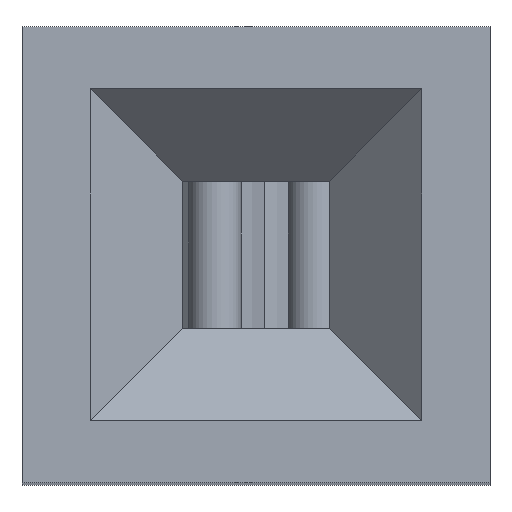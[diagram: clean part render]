
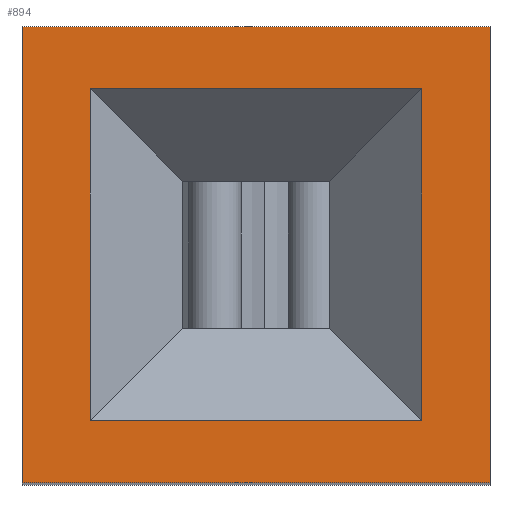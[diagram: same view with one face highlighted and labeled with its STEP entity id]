
A CAD part, top view. The second image highlights one B-rep face of the part: STEP entity #894.
In plain terms, the highlighted planar face has unit normal (0, 0, 1).
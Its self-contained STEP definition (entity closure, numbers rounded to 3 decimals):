
#16=FACE_BOUND('',#117,.T.);
#67=FACE_OUTER_BOUND('',#116,.T.);
#116=EDGE_LOOP('',(#729,#730,#731,#732));
#117=EDGE_LOOP('',(#733,#734,#735,#736));
#202=LINE('',#1365,#313);
#204=LINE('',#1370,#315);
#208=LINE('',#1377,#319);
#210=LINE('',#1380,#321);
#216=LINE('',#1394,#327);
#222=LINE('',#1406,#333);
#223=LINE('',#1408,#334);
#224=LINE('',#1409,#335);
#313=VECTOR('',#1121,1000.);
#315=VECTOR('',#1125,1000.);
#319=VECTOR('',#1131,1000.);
#321=VECTOR('',#1135,1000.);
#327=VECTOR('',#1151,1000.);
#333=VECTOR('',#1159,1000.);
#334=VECTOR('',#1162,10.);
#335=VECTOR('',#1163,10.);
#404=VERTEX_POINT('',#1358);
#407=VERTEX_POINT('',#1363);
#409=VERTEX_POINT('',#1368);
#410=VERTEX_POINT('',#1373);
#413=VERTEX_POINT('',#1391);
#414=VERTEX_POINT('',#1393);
#416=VERTEX_POINT('',#1399);
#419=VERTEX_POINT('',#1404);
#510=EDGE_CURVE('',#404,#407,#202,.T.);
#512=EDGE_CURVE('',#407,#409,#204,.T.);
#516=EDGE_CURVE('',#410,#404,#208,.T.);
#518=EDGE_CURVE('',#409,#410,#210,.T.);
#524=EDGE_CURVE('',#414,#413,#216,.T.);
#530=EDGE_CURVE('',#419,#416,#222,.T.);
#531=EDGE_CURVE('',#413,#416,#223,.T.);
#532=EDGE_CURVE('',#419,#414,#224,.T.);
#729=ORIENTED_EDGE('',*,*,#531,.T.);
#730=ORIENTED_EDGE('',*,*,#530,.F.);
#731=ORIENTED_EDGE('',*,*,#532,.T.);
#732=ORIENTED_EDGE('',*,*,#524,.T.);
#733=ORIENTED_EDGE('',*,*,#516,.T.);
#734=ORIENTED_EDGE('',*,*,#510,.T.);
#735=ORIENTED_EDGE('',*,*,#512,.T.);
#736=ORIENTED_EDGE('',*,*,#518,.T.);
#820=PLANE('',#963);
#894=ADVANCED_FACE('',(#67,#16),#820,.F.);
#963=AXIS2_PLACEMENT_3D('',#1407,#1160,#1161);
#1121=DIRECTION('',(1.,0.,0.));
#1125=DIRECTION('',(0.,-1.,0.));
#1131=DIRECTION('',(0.,1.,0.));
#1135=DIRECTION('',(-1.,0.,0.));
#1151=DIRECTION('',(-1.,0.,0.));
#1159=DIRECTION('',(-1.,0.,0.));
#1160=DIRECTION('center_axis',(0.,0.,
-1.));
#1161=DIRECTION('ref_axis',(1.,0.,0.));
#1162=DIRECTION('',(0.,-1.,0.));
#1163=DIRECTION('',(0.,1.,0.));
#1358=CARTESIAN_POINT('',(-0.946,0.9,8.575));
#1363=CARTESIAN_POINT('',(0.854,0.9,8.575));
#1365=CARTESIAN_POINT('',(0.354,0.9,8.575));
#1368=CARTESIAN_POINT('',(0.854,-0.9,8.575));
#1370=CARTESIAN_POINT('',(0.854,-0.4,8.575));
#1373=CARTESIAN_POINT('',(-0.946,-0.9,8.575));
#1377=CARTESIAN_POINT('',(-0.946,-1.238,8.575));
#1380=CARTESIAN_POINT('',(1.23,-0.9,8.575));
#1391=CARTESIAN_POINT('',(-1.317,1.238,8.575));
#1393=CARTESIAN_POINT('',(1.223,1.238,8.575));
#1394=CARTESIAN_POINT('',(1.23,1.238,8.575));
#1399=CARTESIAN_POINT('',(-1.317,-1.238,8.575));
#1404=CARTESIAN_POINT('',(1.223,-1.238,8.575));
#1406=CARTESIAN_POINT('',(1.23,-1.238,8.575));
#1407=CARTESIAN_POINT('Origin',(1.23,-1.238,8.575));
#1408=CARTESIAN_POINT('',(-1.317,-1.238,8.575));
#1409=CARTESIAN_POINT('',(1.223,-1.238,8.575));
